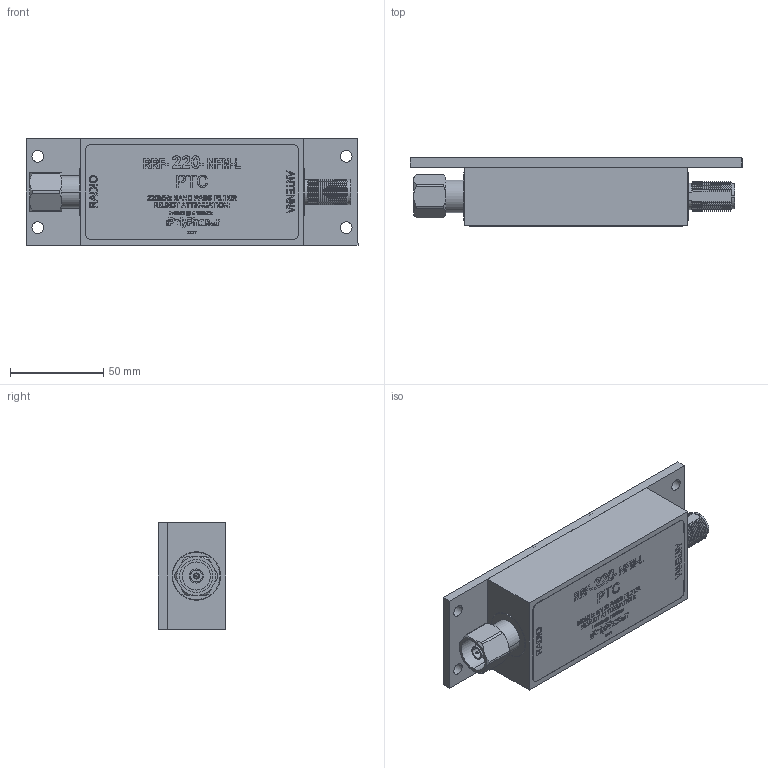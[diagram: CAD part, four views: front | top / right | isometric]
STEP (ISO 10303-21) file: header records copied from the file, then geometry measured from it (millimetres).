
FILE_DESCRIPTION (( 'STEP AP214' ), '1' );
FILE_NAME ('RRF-220-NFM-L.STEP', '2019-07-30T17:37:03', ( '' ), ( '' ), 'SwSTEP 2.0', 'SolidWorks 2019', '' );
FILE_SCHEMA (( 'AUTOMOTIVE_DESIGN' ));
Length unit declared in the file: inch
Products named in the file (23): Body^2012-1312; 1141-0611-06; NUT^2012-1312; 5420-0267; RRF-220-NFM-L; 2003-3010; 2011-1306; 2012-1312; 5330-0377; 1141-0611-06_1141-0611-06
Assembly tree (15 placements, depth 3):
  1141-0611-06
  1141-0611-06
  1141-0611-06
  1141-0611-06
  5420-0267
Bounding box: 177.8 x 36.4 x 57.15 mm (x, y, z)
Volume: 198270.7 mm3; surface area: 78992.5 mm2
Topology: 14 solids, 14 shells, 2621 faces, 6894 edges, 4427 vertices
Faces by surface type: plane 1055, cone 616, cylinder 612, bspline 334, torus 4
Entity records: 93306 total; most frequent: CARTESIAN_POINT 31944, ORIENTED_EDGE 9970, DIRECTION 8014, EDGE_CURVE 4985, VERTEX_POINT 3272, LINE 3206, VECTOR 3206, AXIS2_PLACEMENT_3D 2404
